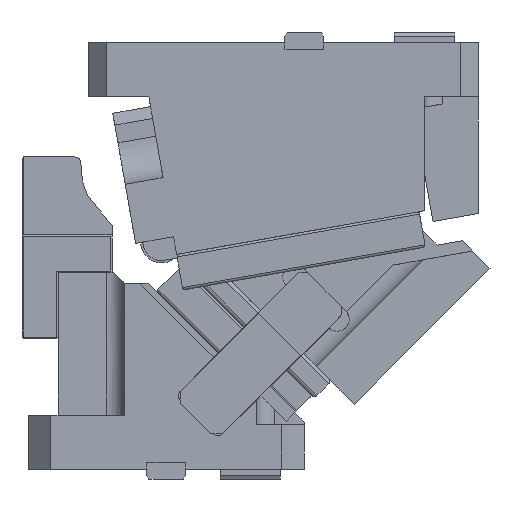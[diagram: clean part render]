
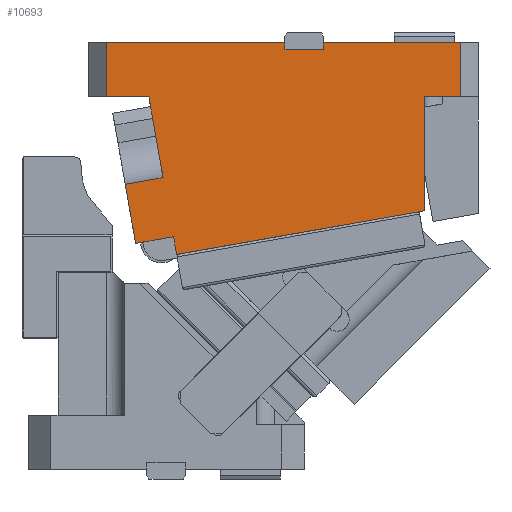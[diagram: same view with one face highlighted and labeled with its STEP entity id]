
A CAD part, front view. The second image highlights one B-rep face of the part: STEP entity #10693.
In plain terms, the highlighted planar face has unit normal (0, -1, 0).
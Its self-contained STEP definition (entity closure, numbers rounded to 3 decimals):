
#9148=CARTESIAN_POINT('Vertex',(330.,-45.,310.)) ;
#9151=CARTESIAN_POINT('Line Origine',(330.,-45.,262.569)) ;
#9155=CARTESIAN_POINT('Vertex',(330.,-45.,215.138)) ;
#9341=CARTESIAN_POINT('Vertex',(112.485,-45.,242.787)) ;
#9344=CARTESIAN_POINT('Line Origine',(106.559,-45.,276.393)) ;
#9348=CARTESIAN_POINT('Vertex',(100.633,-45.,310.)) ;
#10446=CARTESIAN_POINT('Vertex',(360.,-45.,310.)) ;
#10449=CARTESIAN_POINT('Line Origine',(345.,-45.,310.)) ;
#10583=CARTESIAN_POINT('Axis2P3D Location',(212.5,-45.,266.887)) ;
#10588=CARTESIAN_POINT('Line Origine',(360.,-45.,332.5)) ;
#10592=CARTESIAN_POINT('Vertex',(360.,-45.,355.)) ;
#10595=CARTESIAN_POINT('Line Origine',(303.,-45.,355.)) ;
#10599=CARTESIAN_POINT('Vertex',(246.,-45.,355.)) ;
#10602=CARTESIAN_POINT('Line Origine',(246.,-45.,352.25)) ;
#10606=CARTESIAN_POINT('Vertex',(246.,-45.,349.5)) ;
#10609=CARTESIAN_POINT('Line Origine',(230.,-45.,349.5)) ;
#10613=CARTESIAN_POINT('Vertex',(214.,-45.,349.5)) ;
#10616=CARTESIAN_POINT('Line Origine',(214.,-45.,352.25)) ;
#10620=CARTESIAN_POINT('Vertex',(214.,-45.,355.)) ;
#10623=CARTESIAN_POINT('Line Origine',(139.5,-45.,355.)) ;
#10627=CARTESIAN_POINT('Vertex',(65.,-45.,355.)) ;
#10630=CARTESIAN_POINT('Line Origine',(65.,-45.,332.5)) ;
#10634=CARTESIAN_POINT('Vertex',(65.,-45.,310.)) ;
#10637=CARTESIAN_POINT('Line Origine',(82.817,-45.,310.)) ;
#10642=CARTESIAN_POINT('Line Origine',(96.728,-45.,240.009)) ;
#10646=CARTESIAN_POINT('Vertex',(80.972,-45.,237.23)) ;
#10649=CARTESIAN_POINT('Line Origine',(85.313,-45.,212.61)) ;
#10653=CARTESIAN_POINT('Vertex',(89.654,-45.,187.99)) ;
#10656=CARTESIAN_POINT('Line Origine',(105.411,-45.,190.768)) ;
#10660=CARTESIAN_POINT('Vertex',(121.167,-45.,193.546)) ;
#10663=CARTESIAN_POINT('Line Origine',(122.47,-45.,186.16)) ;
#10667=CARTESIAN_POINT('Vertex',(123.772,-45.,178.774)) ;
#10670=CARTESIAN_POINT('Line Origine',(226.886,-45.,196.956)) ;
#9152=DIRECTION('Vector Direction',(0.,0.,-1.)) ;
#9345=DIRECTION('Vector Direction',(-0.174,0.,0.985)) ;
#10450=DIRECTION('Vector Direction',(1.,0.,0.)) ;
#10584=DIRECTION('Axis2P3D Direction',(0.,1.,-0.)) ;
#10585=DIRECTION('Axis2P3D XDirection',(-1.,0.,0.)) ;
#10589=DIRECTION('Vector Direction',(0.,0.,1.)) ;
#10596=DIRECTION('Vector Direction',(-1.,0.,0.)) ;
#10603=DIRECTION('Vector Direction',(0.,0.,-1.)) ;
#10610=DIRECTION('Vector Direction',(1.,0.,0.)) ;
#10617=DIRECTION('Vector Direction',(0.,0.,1.)) ;
#10624=DIRECTION('Vector Direction',(-1.,0.,0.)) ;
#10631=DIRECTION('Vector Direction',(0.,0.,-1.)) ;
#10638=DIRECTION('Vector Direction',(-1.,0.,0.)) ;
#10643=DIRECTION('Vector Direction',(0.985,0.,0.174)) ;
#10650=DIRECTION('Vector Direction',(0.174,0.,-0.985)) ;
#10657=DIRECTION('Vector Direction',(-0.985,0.,-0.174)) ;
#10664=DIRECTION('Vector Direction',(-0.174,0.,0.985)) ;
#10671=DIRECTION('Vector Direction',(-0.985,0.,-0.174)) ;
#10586=AXIS2_PLACEMENT_3D('Plane Axis2P3D',#10583,#10584,#10585) ;
#10676=ORIENTED_EDGE('',*,*,#10594,.F.) ;
#10677=ORIENTED_EDGE('',*,*,#10601,.T.) ;
#10678=ORIENTED_EDGE('',*,*,#10608,.T.) ;
#10679=ORIENTED_EDGE('',*,*,#10615,.F.) ;
#10680=ORIENTED_EDGE('',*,*,#10622,.T.) ;
#10681=ORIENTED_EDGE('',*,*,#10629,.T.) ;
#10682=ORIENTED_EDGE('',*,*,#10636,.T.) ;
#10683=ORIENTED_EDGE('',*,*,#10641,.F.) ;
#10684=ORIENTED_EDGE('',*,*,#9350,.F.) ;
#10685=ORIENTED_EDGE('',*,*,#10648,.F.) ;
#10686=ORIENTED_EDGE('',*,*,#10655,.T.) ;
#10687=ORIENTED_EDGE('',*,*,#10662,.F.) ;
#10688=ORIENTED_EDGE('',*,*,#10669,.F.) ;
#10689=ORIENTED_EDGE('',*,*,#10674,.F.) ;
#10690=ORIENTED_EDGE('',*,*,#9157,.F.) ;
#10691=ORIENTED_EDGE('',*,*,#10453,.T.) ;
#9153=VECTOR('Line Direction',#9152,1.) ;
#9346=VECTOR('Line Direction',#9345,1.) ;
#10451=VECTOR('Line Direction',#10450,1.) ;
#10590=VECTOR('Line Direction',#10589,1.) ;
#10597=VECTOR('Line Direction',#10596,1.) ;
#10604=VECTOR('Line Direction',#10603,1.) ;
#10611=VECTOR('Line Direction',#10610,1.) ;
#10618=VECTOR('Line Direction',#10617,1.) ;
#10625=VECTOR('Line Direction',#10624,1.) ;
#10632=VECTOR('Line Direction',#10631,1.) ;
#10639=VECTOR('Line Direction',#10638,1.) ;
#10644=VECTOR('Line Direction',#10643,1.) ;
#10651=VECTOR('Line Direction',#10650,1.) ;
#10658=VECTOR('Line Direction',#10657,1.) ;
#10665=VECTOR('Line Direction',#10664,1.) ;
#10672=VECTOR('Line Direction',#10671,1.) ;
#10693=ADVANCED_FACE('CAM HOLDER',(#10692),#10587,.F.) ;
#9157=EDGE_CURVE('',#9149,#9156,#9154,.T.) ;
#9350=EDGE_CURVE('',#9342,#9349,#9347,.T.) ;
#10453=EDGE_CURVE('',#9149,#10447,#10452,.T.) ;
#10594=EDGE_CURVE('',#10593,#10447,#10591,.F.) ;
#10601=EDGE_CURVE('',#10593,#10600,#10598,.T.) ;
#10608=EDGE_CURVE('',#10600,#10607,#10605,.T.) ;
#10615=EDGE_CURVE('',#10614,#10607,#10612,.T.) ;
#10622=EDGE_CURVE('',#10614,#10621,#10619,.T.) ;
#10629=EDGE_CURVE('',#10621,#10628,#10626,.T.) ;
#10636=EDGE_CURVE('',#10628,#10635,#10633,.T.) ;
#10641=EDGE_CURVE('',#9349,#10635,#10640,.T.) ;
#10648=EDGE_CURVE('',#10647,#9342,#10645,.T.) ;
#10655=EDGE_CURVE('',#10647,#10654,#10652,.T.) ;
#10662=EDGE_CURVE('',#10661,#10654,#10659,.T.) ;
#10669=EDGE_CURVE('',#10668,#10661,#10666,.T.) ;
#10674=EDGE_CURVE('',#9156,#10668,#10673,.T.) ;
#10675=EDGE_LOOP('',(#10676,#10677,#10678,#10679,#10680,#10681,#10682,#10683,#10684,#10685,#10686,#10687,#10688,#10689,#10690,#10691)) ;
#10692=FACE_OUTER_BOUND('',#10675,.T.) ;
#9154=LINE('Line',#9151,#9153) ;
#9347=LINE('Line',#9344,#9346) ;
#10452=LINE('Line',#10449,#10451) ;
#10591=LINE('Line',#10588,#10590) ;
#10598=LINE('Line',#10595,#10597) ;
#10605=LINE('Line',#10602,#10604) ;
#10612=LINE('Line',#10609,#10611) ;
#10619=LINE('Line',#10616,#10618) ;
#10626=LINE('Line',#10623,#10625) ;
#10633=LINE('Line',#10630,#10632) ;
#10640=LINE('Line',#10637,#10639) ;
#10645=LINE('Line',#10642,#10644) ;
#10652=LINE('Line',#10649,#10651) ;
#10659=LINE('Line',#10656,#10658) ;
#10666=LINE('Line',#10663,#10665) ;
#10673=LINE('Line',#10670,#10672) ;
#10587=PLANE('Plane',#10586) ;
#9149=VERTEX_POINT('',#9148) ;
#9156=VERTEX_POINT('',#9155) ;
#9342=VERTEX_POINT('',#9341) ;
#9349=VERTEX_POINT('',#9348) ;
#10447=VERTEX_POINT('',#10446) ;
#10593=VERTEX_POINT('',#10592) ;
#10600=VERTEX_POINT('',#10599) ;
#10607=VERTEX_POINT('',#10606) ;
#10614=VERTEX_POINT('',#10613) ;
#10621=VERTEX_POINT('',#10620) ;
#10628=VERTEX_POINT('',#10627) ;
#10635=VERTEX_POINT('',#10634) ;
#10647=VERTEX_POINT('',#10646) ;
#10654=VERTEX_POINT('',#10653) ;
#10661=VERTEX_POINT('',#10660) ;
#10668=VERTEX_POINT('',#10667) ;
